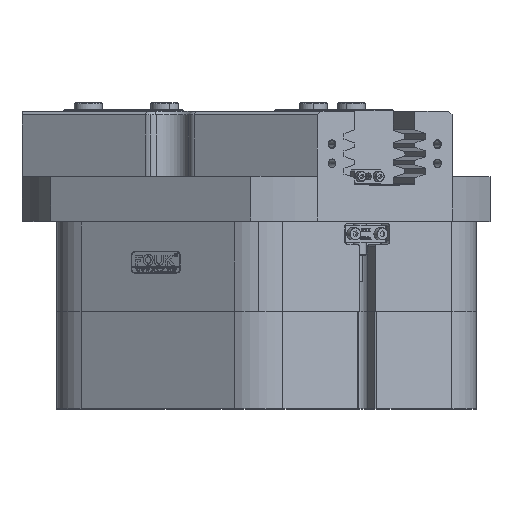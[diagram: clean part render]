
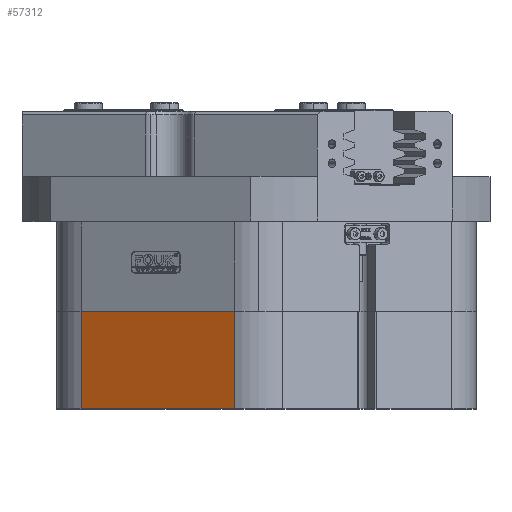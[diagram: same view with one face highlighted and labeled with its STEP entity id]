
A CAD part, top view. The second image highlights one B-rep face of the part: STEP entity #57312.
In plain terms, the highlighted face is planar.
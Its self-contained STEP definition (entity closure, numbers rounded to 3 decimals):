
#117 = VERTEX_POINT ( 'NONE', #4618 ) ;
#952 = LINE ( 'NONE', #25205, #8835 ) ;
#4618 = CARTESIAN_POINT ( 'NONE',  ( 105., 56., -80.252 ) ) ;
#7755 = EDGE_CURVE ( 'NONE', #117, #13189, #22037, .T. ) ;
#8434 = FACE_OUTER_BOUND ( 'NONE', #8487, .T. ) ;
#8487 = EDGE_LOOP ( 'NONE', ( #12974, #53743, #47397, #47221 ) ) ;
#8596 = CARTESIAN_POINT ( 'NONE',  ( 105., 0., -80.252 ) ) ;
#8835 = VECTOR ( 'NONE', #29861, 1000. ) ;
#9621 = VECTOR ( 'NONE', #58914, 1000. ) ;
#12974 = ORIENTED_EDGE ( 'NONE', *, *, #45213, .T. ) ;
#13189 = VERTEX_POINT ( 'NONE', #42359 ) ;
#16888 = DIRECTION ( 'NONE',  ( -0.866, 0., -0.5 ) ) ;
#21362 = CARTESIAN_POINT ( 'NONE',  ( 61., 0., -105.655 ) ) ;
#21469 = VERTEX_POINT ( 'NONE', #56148 ) ;
#22037 = LINE ( 'NONE', #8596, #43600 ) ;
#25205 = CARTESIAN_POINT ( 'NONE',  ( 244., 56., 0. ) ) ;
#25753 = PLANE ( 'NONE',  #45601 ) ;
#29266 = LINE ( 'NONE', #37441, #40039 ) ;
#29861 = DIRECTION ( 'NONE',  ( -0.866, 0., -0.5 ) ) ;
#30014 = DIRECTION ( 'NONE',  ( 0.5, 0., -0.866 ) ) ;
#32383 = VERTEX_POINT ( 'NONE', #34151 ) ;
#34151 = CARTESIAN_POINT ( 'NONE',  ( 17., 0., -131.059 ) ) ;
#36967 = DIRECTION ( 'NONE',  ( 0., -1., 0. ) ) ;
#37441 = CARTESIAN_POINT ( 'NONE',  ( 17., 0., -131.059 ) ) ;
#39156 = LINE ( 'NONE', #21362, #9621 ) ;
#40039 = VECTOR ( 'NONE', #51701, 1000. ) ;
#42359 = CARTESIAN_POINT ( 'NONE',  ( 105., 0., -80.252 ) ) ;
#43600 = VECTOR ( 'NONE', #36967, 1000. ) ;
#45213 = EDGE_CURVE ( 'NONE', #13189, #32383, #39156, .T. ) ;
#45601 = AXIS2_PLACEMENT_3D ( 'NONE', #57901, #30014, #16888 ) ;
#47221 = ORIENTED_EDGE ( 'NONE', *, *, #7755, .T. ) ;
#47397 = ORIENTED_EDGE ( 'NONE', *, *, #55531, .F. ) ;
#51701 = DIRECTION ( 'NONE',  ( 0., 1., 0. ) ) ;
#53743 = ORIENTED_EDGE ( 'NONE', *, *, #58024, .T. ) ;
#55531 = EDGE_CURVE ( 'NONE', #117, #21469, #952, .T. ) ;
#56148 = CARTESIAN_POINT ( 'NONE',  ( 17., 56., -131.059 ) ) ;
#57312 = ADVANCED_FACE ( 'NONE', ( #8434 ), #25753, .T. ) ;
#57901 = CARTESIAN_POINT ( 'NONE',  ( 244., 0., 0. ) ) ;
#58024 = EDGE_CURVE ( 'NONE', #32383, #21469, #29266, .T. ) ;
#58914 = DIRECTION ( 'NONE',  ( -0.866, 0., -0.5 ) ) ;
